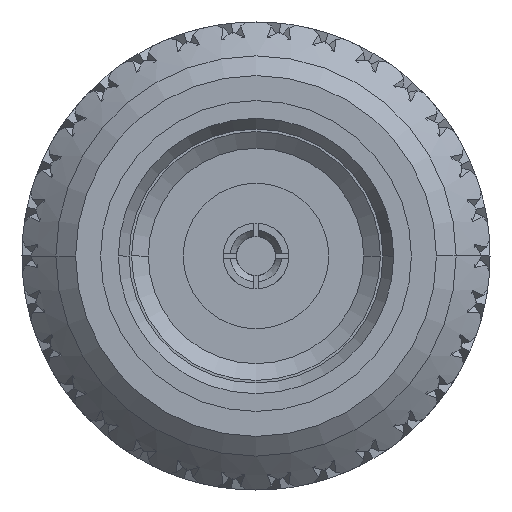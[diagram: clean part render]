
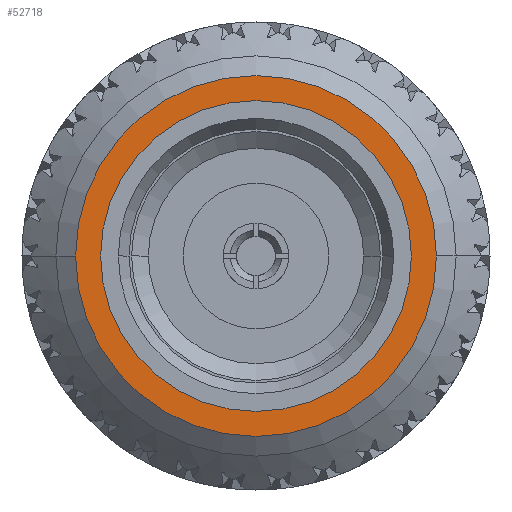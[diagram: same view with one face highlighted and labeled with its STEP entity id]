
A CAD part, left-side view. The second image highlights one B-rep face of the part: STEP entity #52718.
In plain terms, the highlighted planar face has unit normal (-1, 0, 0).
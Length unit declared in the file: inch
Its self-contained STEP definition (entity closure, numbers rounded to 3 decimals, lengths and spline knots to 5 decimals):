
#2008 = DIRECTION ( 'NONE',  ( 0., 1., 0. ) ) ;
#2096 = ORIENTED_EDGE ( 'NONE', *, *, #51932, .T. ) ;
#5222 = AXIS2_PLACEMENT_3D ( 'NONE', #37268, #61535, #32543 ) ;
#8054 = CARTESIAN_POINT ( 'NONE',  ( 0.11905, -0.0694, 0. ) ) ;
#10843 = CIRCLE ( 'NONE', #48200, 0.0694 ) ;
#15357 = VERTEX_POINT ( 'NONE', #8054 ) ;
#16942 = AXIS2_PLACEMENT_3D ( 'NONE', #40509, #40203, #54081 ) ;
#20129 = DIRECTION ( 'NONE',  ( 1., 0., 0. ) ) ;
#20841 = CIRCLE ( 'NONE', #42985, 0.0694 ) ;
#22277 = VERTEX_POINT ( 'NONE', #24087 ) ;
#23119 = DIRECTION ( 'NONE',  ( 1., 0., 0. ) ) ;
#24087 = CARTESIAN_POINT ( 'NONE',  ( 0.11905, 0.08056, 0. ) ) ;
#24832 = ORIENTED_EDGE ( 'NONE', *, *, #40730, .T. ) ;
#25613 = DIRECTION ( 'NONE',  ( 1., 0., 0. ) ) ;
#25692 = FACE_BOUND ( 'NONE', #48406, .T. ) ;
#30206 = EDGE_CURVE ( 'NONE', #22277, #58989, #52701, .T. ) ;
#31049 = FACE_OUTER_BOUND ( 'NONE', #44110, .T. ) ;
#31595 = AXIS2_PLACEMENT_3D ( 'NONE', #45328, #20129, #2008 ) ;
#32293 = CARTESIAN_POINT ( 'NONE',  ( 0.11905, 0., 0. ) ) ;
#32543 = DIRECTION ( 'NONE',  ( 0., 1., 0. ) ) ;
#33965 = CARTESIAN_POINT ( 'NONE',  ( 0.11905, 0.0694, 0. ) ) ;
#34421 = ORIENTED_EDGE ( 'NONE', *, *, #36125, .F. ) ;
#36107 = PLANE ( 'NONE',  #16942 ) ;
#36125 = EDGE_CURVE ( 'NONE', #58989, #22277, #61646, .T. ) ;
#37268 = CARTESIAN_POINT ( 'NONE',  ( 0.11905, 0., 0. ) ) ;
#40203 = DIRECTION ( 'NONE',  ( -1., 0., 0. ) ) ;
#40509 = CARTESIAN_POINT ( 'NONE',  ( 0.11905, 0.0694, 0. ) ) ;
#40730 = EDGE_CURVE ( 'NONE', #50268, #15357, #20841, .T. ) ;
#42985 = AXIS2_PLACEMENT_3D ( 'NONE', #59345, #25613, #44837 ) ;
#44110 = EDGE_LOOP ( 'NONE', ( #52672, #34421 ) ) ;
#44837 = DIRECTION ( 'NONE',  ( 0., 1., 0. ) ) ;
#45328 = CARTESIAN_POINT ( 'NONE',  ( 0.11905, 0., 0. ) ) ;
#48200 = AXIS2_PLACEMENT_3D ( 'NONE', #32293, #23119, #60980 ) ;
#48406 = EDGE_LOOP ( 'NONE', ( #24832, #2096 ) ) ;
#50268 = VERTEX_POINT ( 'NONE', #33965 ) ;
#51932 = EDGE_CURVE ( 'NONE', #15357, #50268, #10843, .T. ) ;
#52672 = ORIENTED_EDGE ( 'NONE', *, *, #30206, .F. ) ;
#52701 = CIRCLE ( 'NONE', #31595, 0.08056 ) ;
#52718 = ADVANCED_FACE ( 'NONE', ( #25692, #31049 ), #36107, .T. ) ;
#54081 = DIRECTION ( 'NONE',  ( 0., -1., 0. ) ) ;
#58989 = VERTEX_POINT ( 'NONE', #59021 ) ;
#59021 = CARTESIAN_POINT ( 'NONE',  ( 0.11905, -0.08056, 0. ) ) ;
#59345 = CARTESIAN_POINT ( 'NONE',  ( 0.11905, 0., 0. ) ) ;
#60980 = DIRECTION ( 'NONE',  ( 0., 1., 0. ) ) ;
#61535 = DIRECTION ( 'NONE',  ( 1., 0., 0. ) ) ;
#61646 = CIRCLE ( 'NONE', #5222, 0.08056 ) ;
